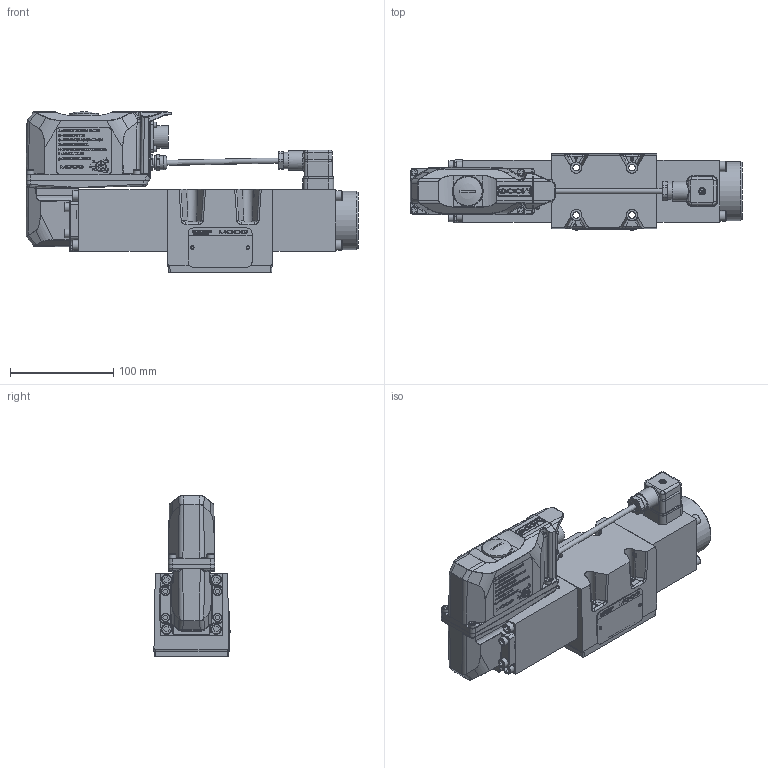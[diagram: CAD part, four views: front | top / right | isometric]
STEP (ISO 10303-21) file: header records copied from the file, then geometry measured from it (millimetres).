
FILE_DESCRIPTION(/* description */ (''),/* implementation_level */ '2;1');
FILE_NAME(/* name */ 'D927_1.stp',/* time_stamp */ '2024-01-16T09:29:22+01:00',/* author */ (''),/* organization */ (''),/* preprocessor_version */ 'ST-DEVELOPER v18.102',/* originating_system */ 'SIEMENS PLM Software NX2206.8700',/* authorisation */ '');
FILE_SCHEMA (('AUTOMOTIVE_DESIGN { 1 0 10303 214 3 1 1 1 }'));
Products named in the file (1): D927_objects
Bounding box: 321.9 x 73.78 x 155.8 mm (x, y, z)
Volume: 1640943 mm3; surface area: 155318.4 mm2
Topology: 1 solids, 1 shells, 3354 faces, 8577 edges, 5550 vertices
Faces by surface type: plane 2085, extrusion 571, cylinder 374, bspline 211, cone 54, torus 53, sphere 6
Full cylindrical faces by diameter (mm): 1 x7, 1.6 x7, 4 x1, 5 x4, 5.5 x4, 6 x8, 6.2 x1, 6.5 x4, 7 x4, 8.5 x4, 10 x9, 10.5 x1, 11 x4, 13.8 x2, 15.7 x5, 16 x1, 18.7 x2, 19 x1, 19.5 x1, 22.019 x1, 28 x1, 57 x1
Entity records: 126961 total; most frequent: CARTESIAN_POINT 39535, ORIENTED_EDGE 16740, DIRECTION 11668, EDGE_CURVE 8370, VERTEX_POINT 5497, VECTOR 4346, B_SPLINE_CURVE_WITH_KNOTS 4068, EDGE_LOOP 3850
